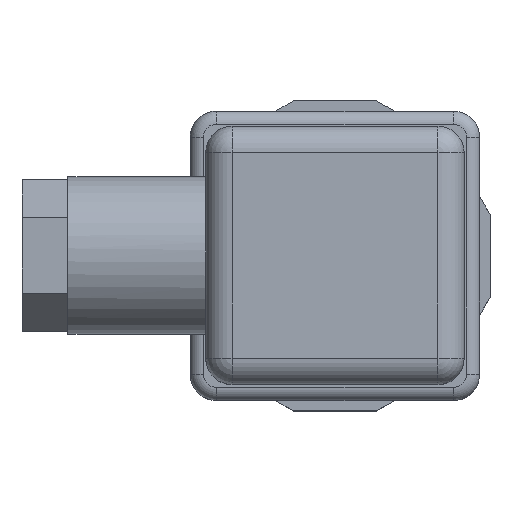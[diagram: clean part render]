
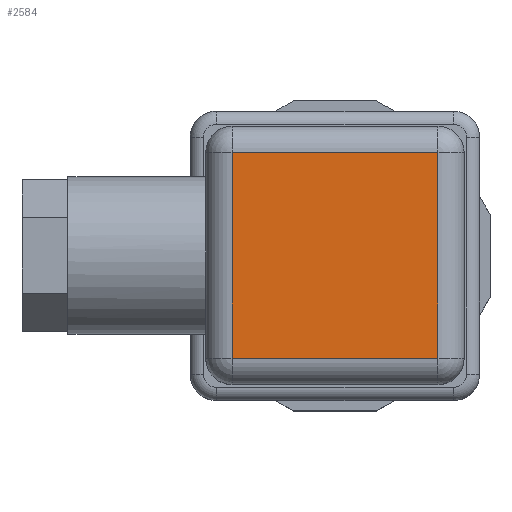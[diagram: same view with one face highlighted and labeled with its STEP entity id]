
A CAD part, top view. The second image highlights one B-rep face of the part: STEP entity #2584.
In plain terms, the highlighted face is planar.
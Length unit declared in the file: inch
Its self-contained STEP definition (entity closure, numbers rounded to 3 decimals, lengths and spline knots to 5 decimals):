
#2329=CARTESIAN_POINT('',(0.392,-0.468,-2.9544));
#2330=VERTEX_POINT('',#2329);
#2353=CARTESIAN_POINT('',(0.392,0.316,-2.9544));
#2354=VERTEX_POINT('',#2353);
#2389=CARTESIAN_POINT('',(-0.392,-0.468,-2.9544));
#2390=VERTEX_POINT('',#2389);
#2413=CARTESIAN_POINT('',(-0.392,0.316,-2.9544));
#2414=VERTEX_POINT('',#2413);
#2446=CARTESIAN_POINT('',(-0.392,0.316,-2.9544));
#2447=DIRECTION('',(0.0,-1.0,0.0));
#2448=VECTOR('',#2447,0.784);
#2449=LINE('',#2446,#2448);
#2450=EDGE_CURVE('',#2414,#2390,#2449,.T.);
#2470=CARTESIAN_POINT('',(0.392,0.316,-2.9544));
#2471=DIRECTION('',(-1.0,0.0,0.0));
#2472=VECTOR('',#2471,0.784);
#2473=LINE('',#2470,#2472);
#2474=EDGE_CURVE('',#2354,#2414,#2473,.T.);
#2514=CARTESIAN_POINT('',(-0.392,-0.468,-2.9544));
#2515=DIRECTION('',(1.0,0.0,0.0));
#2516=VECTOR('',#2515,0.784);
#2517=LINE('',#2514,#2516);
#2518=EDGE_CURVE('',#2390,#2330,#2517,.T.);
#2531=CARTESIAN_POINT('',(0.392,-0.468,-2.9544));
#2532=DIRECTION('',(0.0,1.0,0.0));
#2533=VECTOR('',#2532,0.784);
#2534=LINE('',#2531,#2533);
#2535=EDGE_CURVE('',#2330,#2354,#2534,.T.);
#2573=CARTESIAN_POINT('',(0.,-0.076,-2.9544));
#2574=DIRECTION('',(0.0,0.0,1.0));
#2575=DIRECTION('',(1.0,0.0,0.0));
#2576=AXIS2_PLACEMENT_3D('',#2573,#2574,#2575);
#2577=PLANE('',#2576);
#2578=ORIENTED_EDGE('',*,*,#2450,.F.);
#2579=ORIENTED_EDGE('',*,*,#2474,.F.);
#2580=ORIENTED_EDGE('',*,*,#2535,.F.);
#2581=ORIENTED_EDGE('',*,*,#2518,.F.);
#2582=EDGE_LOOP('',(#2578,#2579,#2580,#2581));
#2583=FACE_OUTER_BOUND('',#2582,.T.);
#2584=ADVANCED_FACE('',(#2583),#2577,.F.);
